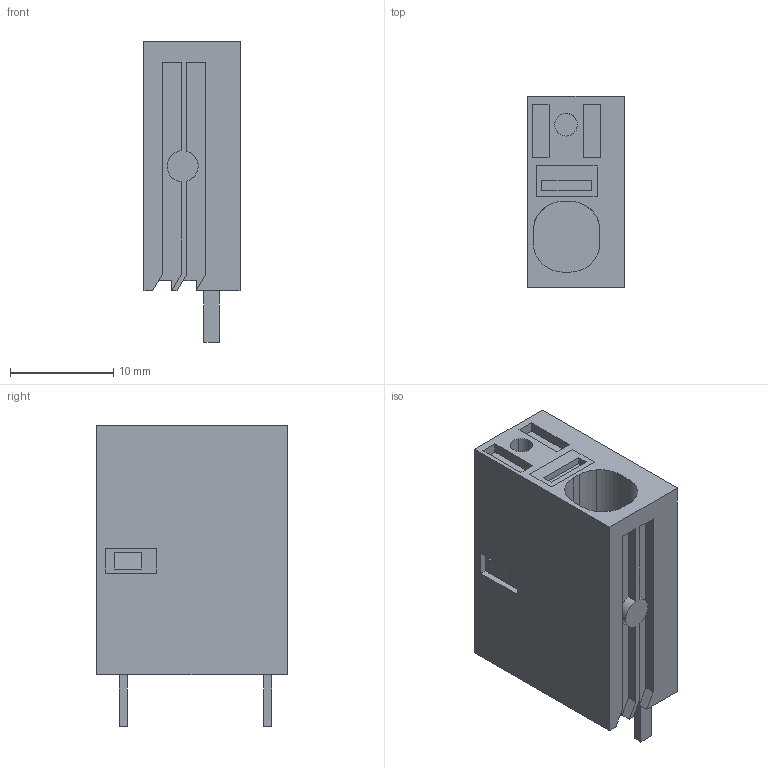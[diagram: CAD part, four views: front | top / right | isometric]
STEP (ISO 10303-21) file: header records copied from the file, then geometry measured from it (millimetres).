
FILE_DESCRIPTION(('CATIA V5 STEP Exchange','CAx-IF Rec.Pracs.--- Model Styling and Organization---1.2---2011-12-15'),'2;1');
FILE_NAME ('D1462815_1_2491110000_2491110000.stp','2018-03-30T12:59:35+00:00',('none'),('Weidmueller'),'CATIA Version 5-6 Release 2014','CATIA V5 STEP AP214','none');
FILE_SCHEMA(('AUTOMOTIVE_DESIGN { 1 0 10303 214 1 1 1 1 }'));
Length unit declared in the file: millimetre
Products named in the file (1): 2491110000
Bounding box: 9.3 x 18.5 x 29.15 mm (x, y, z)
Volume: 3737 mm3; surface area: 2248.3 mm2
Topology: 4 solids, 4 shells, 101 faces, 251 edges, 166 vertices
Faces by surface type: plane 89, cylinder 12
Entity records: 2977 total; most frequent: CARTESIAN_POINT 517, ORIENTED_EDGE 502, DIRECTION 415, EDGE_CURVE 251, VECTOR 227, LINE 227, VERTEX_POINT 166, EDGE_LOOP 109
